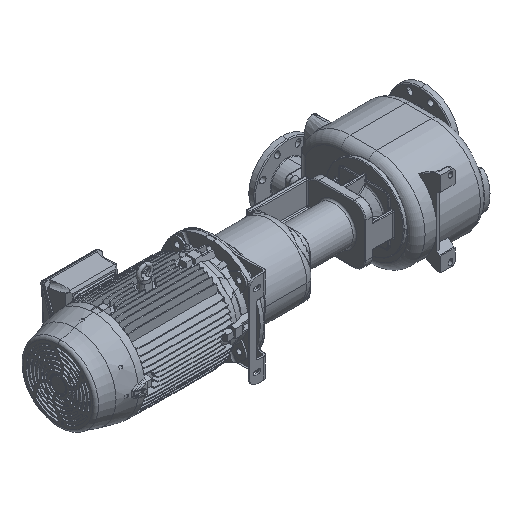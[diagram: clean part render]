
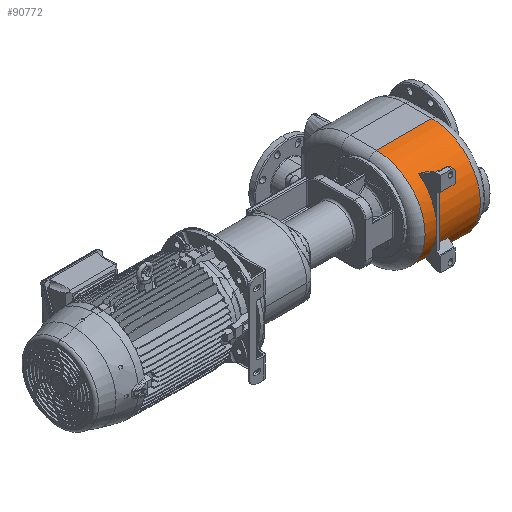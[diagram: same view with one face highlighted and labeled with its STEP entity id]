
A CAD part, isometric view. The second image highlights one B-rep face of the part: STEP entity #90772.
In plain terms, the highlighted cylindrical face has radius 167 mm (diameter 334 mm), a partial arc.
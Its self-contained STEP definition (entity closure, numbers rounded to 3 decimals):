
#29475=CARTESIAN_POINT('',(561.5,0.,-17.));
#29476=DIRECTION('',(-1.,0.,0.));
#29477=DIRECTION('',(0.,0.,-1.));
#29478=AXIS2_PLACEMENT_3D('',#29475,#29476,#29477);
#29480=CARTESIAN_POINT('',(751.5,0.,-17.));
#29481=DIRECTION('',(1.,0.,0.));
#29482=DIRECTION('',(0.,0.,1.));
#29483=AXIS2_PLACEMENT_3D('',#29480,#29481,#29482);
#29485=DIRECTION('',(1.,0.,0.));
#29486=VECTOR('',#29485,190.);
#29487=CARTESIAN_POINT('',(561.5,0.,-184.));
#29488=LINE('',#29487,#29486);
#29489=DIRECTION('',(-1.,0.,0.));
#29490=VECTOR('',#29489,10.);
#29491=CARTESIAN_POINT('',(611.5,-127.371,-125.007));
#29492=LINE('',#29491,#29490);
#29493=CARTESIAN_POINT('',(611.5,0.,-17.));
#29494=DIRECTION('',(-1.,0.,0.));
#29495=DIRECTION('',(0.,-0.763,-0.647));
#29496=AXIS2_PLACEMENT_3D('',#29493,#29494,#29495);
#29498=DIRECTION('',(-1.,0.,0.));
#29499=VECTOR('',#29498,40.);
#29500=CARTESIAN_POINT('',(651.5,-152.365,-85.365));
#29501=LINE('',#29500,#29499);
#29502=CARTESIAN_POINT('',(651.5,0.,-17.));
#29503=DIRECTION('',(-1.,0.,0.));
#29504=DIRECTION('',(0.,-0.912,-0.409));
#29505=AXIS2_PLACEMENT_3D('',#29502,#29503,#29504);
#29507=DIRECTION('',(-1.,0.,0.));
#29508=VECTOR('',#29507,40.);
#29509=CARTESIAN_POINT('',(651.5,-156.479,-75.337));
#29510=LINE('',#29509,#29508);
#29511=CARTESIAN_POINT('',(611.5,0.,-17.));
#29512=DIRECTION('',(-1.,0.,0.));
#29513=DIRECTION('',(0.,-0.937,-0.349));
#29514=AXIS2_PLACEMENT_3D('',#29511,#29512,#29513);
#29516=CARTESIAN_POINT('',(611.5,0.,-17.));
#29517=DIRECTION('',(-1.,0.,0.));
#29518=DIRECTION('',(0.,-1.,0.));
#29519=AXIS2_PLACEMENT_3D('',#29516,#29517,#29518);
#29521=DIRECTION('',(-1.,0.,0.));
#29522=VECTOR('',#29521,40.);
#29523=CARTESIAN_POINT('',(651.5,-145.719,64.577));
#29524=LINE('',#29523,#29522);
#29525=CARTESIAN_POINT('',(651.5,0.,-17.));
#29526=DIRECTION('',(-1.,0.,0.));
#29527=DIRECTION('',(0.,-0.873,0.488));
#29528=AXIS2_PLACEMENT_3D('',#29525,#29526,#29527);
#29530=DIRECTION('',(-1.,0.,0.));
#29531=VECTOR('',#29530,40.);
#29532=CARTESIAN_POINT('',(651.5,-140.41,73.41));
#29533=LINE('',#29532,#29531);
#29534=CARTESIAN_POINT('',(611.5,0.,-17.));
#29535=DIRECTION('',(-1.,0.,0.));
#29536=DIRECTION('',(0.,-0.841,0.541));
#29537=AXIS2_PLACEMENT_3D('',#29534,#29535,#29536);
#29539=DIRECTION('',(-1.,0.,0.));
#29540=VECTOR('',#29539,10.);
#29541=CARTESIAN_POINT('',(611.5,-105.554,112.411));
#29542=LINE('',#29541,#29540);
#29551=DIRECTION('',(1.,0.,0.));
#29552=VECTOR('',#29551,190.);
#29553=CARTESIAN_POINT('',(561.5,0.,150.));
#29554=LINE('',#29553,#29552);
#32834=CARTESIAN_POINT('',(601.5,0.,-17.));
#32835=DIRECTION('',(-1.,0.,0.));
#32836=DIRECTION('',(0.,-0.763,-0.647));
#32837=AXIS2_PLACEMENT_3D('',#32834,#32835,#32836);
#32863=CARTESIAN_POINT('',(601.5,0.,-17.));
#32864=DIRECTION('',(-1.,0.,0.));
#32865=DIRECTION('',(0.,-1.,0.));
#32866=AXIS2_PLACEMENT_3D('',#32863,#32864,#32865);
#52163=CARTESIAN_POINT('',(751.5,0.,-184.));
#52164=VERTEX_POINT('',#52163);
#52165=CARTESIAN_POINT('',(751.5,0.,150.));
#52166=VERTEX_POINT('',#52165);
#52192=CARTESIAN_POINT('',(561.5,0.,-184.));
#52194=VERTEX_POINT('',#52192);
#52195=CARTESIAN_POINT('',(561.5,0.,150.));
#52196=VERTEX_POINT('',#52195);
#52242=CARTESIAN_POINT('',(651.5,-152.365,-85.365));
#52243=CARTESIAN_POINT('',(651.5,-156.479,-75.337));
#52244=VERTEX_POINT('',#52242);
#52245=VERTEX_POINT('',#52243);
#52246=CARTESIAN_POINT('',(651.5,-145.719,64.577));
#52247=CARTESIAN_POINT('',(651.5,-140.41,73.41));
#52248=VERTEX_POINT('',#52246);
#52249=VERTEX_POINT('',#52247);
#52258=CARTESIAN_POINT('',(611.5,-127.371,-125.007));
#52259=CARTESIAN_POINT('',(611.5,-152.365,-85.365));
#52260=VERTEX_POINT('',#52258);
#52261=VERTEX_POINT('',#52259);
#52262=CARTESIAN_POINT('',(611.5,-156.479,-75.337));
#52263=CARTESIAN_POINT('',(611.5,-167.,-17.));
#52264=VERTEX_POINT('',#52262);
#52265=VERTEX_POINT('',#52263);
#52266=CARTESIAN_POINT('',(611.5,-145.719,64.577));
#52267=VERTEX_POINT('',#52266);
#52268=CARTESIAN_POINT('',(611.5,-140.41,73.41));
#52269=CARTESIAN_POINT('',(611.5,-105.554,112.411));
#52270=VERTEX_POINT('',#52268);
#52271=VERTEX_POINT('',#52269);
#52272=CARTESIAN_POINT('',(601.5,-127.371,-125.007));
#52273=VERTEX_POINT('',#52272);
#52274=CARTESIAN_POINT('',(601.5,-105.554,112.411));
#52275=VERTEX_POINT('',#52274);
#52289=CARTESIAN_POINT('',(601.5,-167.,-17.));
#52291=VERTEX_POINT('',#52289);
#90728=CARTESIAN_POINT('',(531.5,0.,-17.));
#90729=DIRECTION('',(-1.,0.,0.));
#90730=DIRECTION('',(0.,0.,1.));
#90731=AXIS2_PLACEMENT_3D('',#90728,#90729,#90730);
#90732=CYLINDRICAL_SURFACE('',#90731,167.);
#90733=ORIENTED_EDGE('',*,*,#90710,.T.);
#90735=ORIENTED_EDGE('',*,*,#90734,.T.);
#90737=ORIENTED_EDGE('',*,*,#90736,.T.);
#90739=ORIENTED_EDGE('',*,*,#90738,.F.);
#90740=EDGE_LOOP('',(#90733,#90735,#90737,#90739));
#90741=FACE_OUTER_BOUND('',#90740,.F.);
#90743=ORIENTED_EDGE('',*,*,#90742,.F.);
#90745=ORIENTED_EDGE('',*,*,#90744,.F.);
#90747=ORIENTED_EDGE('',*,*,#90746,.T.);
#90749=ORIENTED_EDGE('',*,*,#90748,.F.);
#90751=ORIENTED_EDGE('',*,*,#90750,.T.);
#90753=ORIENTED_EDGE('',*,*,#90752,.T.);
#90755=ORIENTED_EDGE('',*,*,#90754,.T.);
#90757=ORIENTED_EDGE('',*,*,#90756,.T.);
#90759=ORIENTED_EDGE('',*,*,#90758,.F.);
#90761=ORIENTED_EDGE('',*,*,#90760,.T.);
#90763=ORIENTED_EDGE('',*,*,#90762,.T.);
#90765=ORIENTED_EDGE('',*,*,#90764,.T.);
#90767=ORIENTED_EDGE('',*,*,#90766,.T.);
#90769=ORIENTED_EDGE('',*,*,#90768,.F.);
#90770=EDGE_LOOP('',(#90743,#90745,#90747,#90749,#90751,#90753,#90755,#90757,
#90759,#90761,#90763,#90765,#90767,#90769));
#90771=FACE_BOUND('',#90770,.F.);
#90772=ADVANCED_FACE('',(#90741,#90771),#90732,.T.);
#29479=CIRCLE('',#29478,167.);
#29484=CIRCLE('',#29483,167.);
#29497=CIRCLE('',#29496,167.);
#29506=CIRCLE('',#29505,167.);
#29515=CIRCLE('',#29514,167.);
#29520=CIRCLE('',#29519,167.);
#29529=CIRCLE('',#29528,167.);
#29538=CIRCLE('',#29537,167.);
#32838=CIRCLE('',#32837,167.);
#32867=CIRCLE('',#32866,167.);
#90710=EDGE_CURVE('',#52194,#52196,#29479,.T.);
#90734=EDGE_CURVE('',#52196,#52166,#29554,.T.);
#90736=EDGE_CURVE('',#52166,#52164,#29484,.T.);
#90738=EDGE_CURVE('',#52194,#52164,#29488,.T.);
#90742=EDGE_CURVE('',#52273,#52291,#32838,.T.);
#90744=EDGE_CURVE('',#52260,#52273,#29492,.T.);
#90746=EDGE_CURVE('',#52260,#52261,#29497,.T.);
#90748=EDGE_CURVE('',#52244,#52261,#29501,.T.);
#90750=EDGE_CURVE('',#52244,#52245,#29506,.T.);
#90752=EDGE_CURVE('',#52245,#52264,#29510,.T.);
#90754=EDGE_CURVE('',#52264,#52265,#29515,.T.);
#90756=EDGE_CURVE('',#52265,#52267,#29520,.T.);
#90758=EDGE_CURVE('',#52248,#52267,#29524,.T.);
#90760=EDGE_CURVE('',#52248,#52249,#29529,.T.);
#90762=EDGE_CURVE('',#52249,#52270,#29533,.T.);
#90764=EDGE_CURVE('',#52270,#52271,#29538,.T.);
#90766=EDGE_CURVE('',#52271,#52275,#29542,.T.);
#90768=EDGE_CURVE('',#52291,#52275,#32867,.T.);
